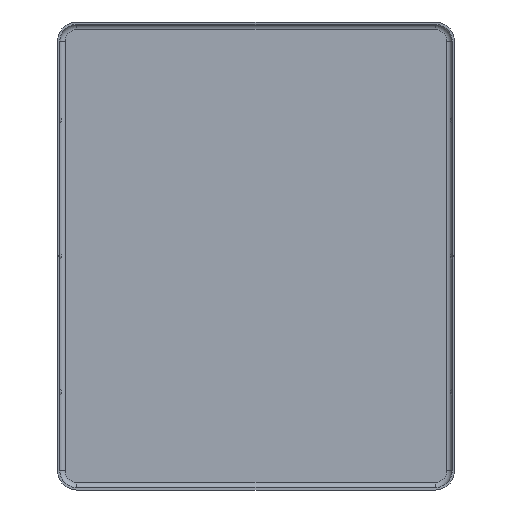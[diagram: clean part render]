
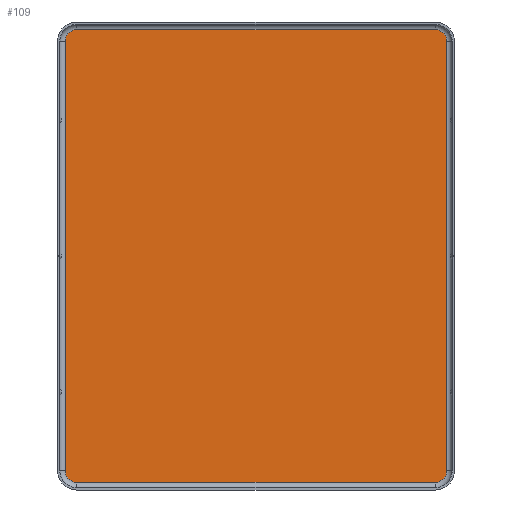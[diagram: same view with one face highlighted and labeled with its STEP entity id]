
A CAD part, front view. The second image highlights one B-rep face of the part: STEP entity #109.
In plain terms, the highlighted planar face has unit normal (0, -1, 0).
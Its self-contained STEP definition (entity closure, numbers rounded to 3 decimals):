
#109 = ADVANCED_FACE( 'NONE', ( #254 ), #255, .T. );
#254 = FACE_OUTER_BOUND( '', #429, .T. );
#255 = PLANE( '', #430 );
#429 = EDGE_LOOP( '', ( #665, #666, #667, #668, #669, #670, #671, #672 ) );
#430 = AXIS2_PLACEMENT_3D( '', #673, #674, #675 );
#665 = ORIENTED_EDGE( '', *, *, #966, .F. );
#666 = ORIENTED_EDGE( '', *, *, #1006, .F. );
#667 = ORIENTED_EDGE( '', *, *, #1003, .F. );
#668 = ORIENTED_EDGE( '', *, *, #1007, .T. );
#669 = ORIENTED_EDGE( '', *, *, #1008, .T. );
#670 = ORIENTED_EDGE( '', *, *, #1009, .F. );
#671 = ORIENTED_EDGE( '', *, *, #1010, .T. );
#672 = ORIENTED_EDGE( '', *, *, #1011, .T. );
#673 = CARTESIAN_POINT( '', ( 23., 0., -27.55 ) );
#674 = DIRECTION( '', ( 0., -1., 0. ) );
#675 = DIRECTION( '', ( 0., 0., -1. ) );
#966 = EDGE_CURVE( 'NONE', #1135, #1137, #1138, .T. );
#1003 = EDGE_CURVE( 'NONE', #1194, #1196, #1197, .T. );
#1006 = EDGE_CURVE( 'NONE', #1196, #1135, #1200, .T. );
#1007 = EDGE_CURVE( 'NONE', #1194, #1201, #1202, .T. );
#1008 = EDGE_CURVE( 'NONE', #1201, #1203, #1204, .T. );
#1009 = EDGE_CURVE( 'NONE', #1205, #1203, #1206, .T. );
#1010 = EDGE_CURVE( 'NONE', #1205, #1207, #1208, .T. );
#1011 = EDGE_CURVE( 'NONE', #1207, #1137, #1209, .T. );
#1135 = VERTEX_POINT( 'NONE', #1358 );
#1137 = VERTEX_POINT( 'NONE', #1360 );
#1138 = LINE( '', #1361, #1362 );
#1194 = VERTEX_POINT( 'NONE', #1427 );
#1196 = VERTEX_POINT( 'NONE', #1429 );
#1197 = LINE( '', #1430, #1431 );
#1200 = CIRCLE( '', #1434, 1.5 );
#1201 = VERTEX_POINT( 'NONE', #1435 );
#1202 = CIRCLE( '', #1436, 1.5 );
#1203 = VERTEX_POINT( 'NONE', #1437 );
#1204 = LINE( '', #1438, #1439 );
#1205 = VERTEX_POINT( 'NONE', #1440 );
#1206 = CIRCLE( '', #1441, 1.5 );
#1207 = VERTEX_POINT( 'NONE', #1442 );
#1208 = LINE( '', #1443, #1444 );
#1209 = CIRCLE( '', #1445, 1.5 );
#1358 = CARTESIAN_POINT( '', ( 23., 0., -29.05 ) );
#1360 = CARTESIAN_POINT( '', ( -23., 0., -29.05 ) );
#1361 = CARTESIAN_POINT( '', ( 23., 0., -29.05 ) );
#1362 = VECTOR( '', #1598, 1000. );
#1427 = CARTESIAN_POINT( '', ( 24.5, 0., 27.55 ) );
#1429 = CARTESIAN_POINT( '', ( 24.5, 0., -27.55 ) );
#1430 = CARTESIAN_POINT( '', ( 24.5, 0., 0. ) );
#1431 = VECTOR( '', #1659, 1000. );
#1434 = AXIS2_PLACEMENT_3D( '', #1663, #1664, #1665 );
#1435 = CARTESIAN_POINT( '', ( 23., 0., 29.05 ) );
#1436 = AXIS2_PLACEMENT_3D( '', #1666, #1667, #1668 );
#1437 = CARTESIAN_POINT( '', ( -23., 0., 29.05 ) );
#1438 = CARTESIAN_POINT( '', ( 23., 0., 29.05 ) );
#1439 = VECTOR( '', #1669, 1000. );
#1440 = CARTESIAN_POINT( '', ( -24.5, 0., 27.55 ) );
#1441 = AXIS2_PLACEMENT_3D( '', #1670, #1671, #1672 );
#1442 = CARTESIAN_POINT( '', ( -24.5, 0., -27.55 ) );
#1443 = CARTESIAN_POINT( '', ( -24.5, 0., 0. ) );
#1444 = VECTOR( '', #1673, 1000. );
#1445 = AXIS2_PLACEMENT_3D( '', #1674, #1675, #1676 );
#1598 = DIRECTION( '', ( -1., 0., 0. ) );
#1659 = DIRECTION( '', ( 0., 0., -1. ) );
#1663 = CARTESIAN_POINT( '', ( 23., 0., -27.55 ) );
#1664 = DIRECTION( '', ( 0., 1., 0. ) );
#1665 = DIRECTION( '', ( 0., 0., 1. ) );
#1666 = CARTESIAN_POINT( '', ( 23., 0., 27.55 ) );
#1667 = DIRECTION( '', ( 0., -1., 0. ) );
#1668 = DIRECTION( '', ( 0., 0., -1. ) );
#1669 = DIRECTION( '', ( -1., 0., 0. ) );
#1670 = CARTESIAN_POINT( '', ( -23., 0., 27.55 ) );
#1671 = DIRECTION( '', ( 0., 1., 0. ) );
#1672 = DIRECTION( '', ( 0., 0., -1. ) );
#1673 = DIRECTION( '', ( 0., 0., -1. ) );
#1674 = CARTESIAN_POINT( '', ( -23., 0., -27.55 ) );
#1675 = DIRECTION( '', ( 0., -1., 0. ) );
#1676 = DIRECTION( '', ( 0., 0., 1. ) );
